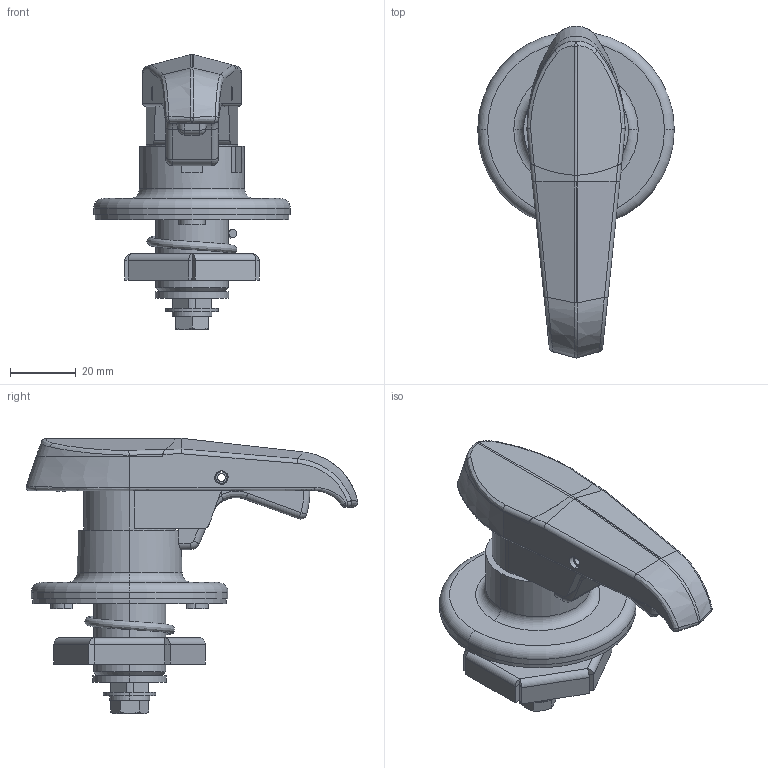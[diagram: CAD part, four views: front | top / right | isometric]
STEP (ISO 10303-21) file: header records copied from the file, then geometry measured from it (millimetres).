
FILE_DESCRIPTION (( 'STEP AP203' ), '1' );
FILE_NAME ('A-1140-W-3-1.STEP', '2021-06-21T03:56:23', ( '' ), ( '' ), 'SwSTEP 2.0', 'SolidWorks 2018', '' );
FILE_SCHEMA (( 'CONFIG_CONTROL_DESIGN' ));
Length unit declared in the file: millimetre
Products named in the file (14): A-1140-W-3-1_cross-recessed head machine screw_ver1.05__M3x5十字穴付なべ小ねじ(SUS); A-1140-W-3-1_base packing_; A-1140-W-3-1_base_; A-1140-W-3-1_hex nut_M22_; A-1140-W-3-1_body_; A-1140-W-3-1_hex head bolt_ver1.06__M6x14十字穴付六角ボルト(SUS)ダブルセムス; A-1140-W-3-1_spacer_; A-1140-W-3-1_0200__0200-4; A-1140-W-3-1_spring pin_ver1.04__スプリングピン呼び4(SUS)L22; A-1140-W-3-1_trigger_; A-1140-W-3-1_washer_M3.5_; A-1140-W-3-1_ring washer_; A-1140-W-3-1; A-1140-W-3-1_key cover_
Assembly tree (13 placements, depth 2):
  A-1140-W-3-1
    A-1140-W-3-1_base_
    A-1140-W-3-1_body_
    A-1140-W-3-1_trigger_
    A-1140-W-3-1_spring pin_ver1.04__スプリングピン呼び4(SUS)L22
    A-1140-W-3-1_0200__0200-4
    A-1140-W-3-1_key cover_
    A-1140-W-3-1_washer_M3.5_
    A-1140-W-3-1_cross-recessed head machine screw_ver1.05__M3x5十字穴付なべ小ねじ(SUS)
    A-1140-W-3-1_base packing_
    A-1140-W-3-1_ring washer_
    A-1140-W-3-1_hex nut_M22_
    A-1140-W-3-1_spacer_
    A-1140-W-3-1_hex head bolt_ver1.06__M6x14十字穴付六角ボルト(SUS)ダブルセムス
Bounding box: 60 x 101.28 x 83.95 mm (x, y, z)
Volume: 78667.9 mm3; surface area: 44890.4 mm2
Topology: 13 solids, 13 shells, 471 faces, 1134 edges, 712 vertices
Faces by surface type: plane 230, cylinder 156, bspline 34, cone 27, torus 15, sphere 9
Entity records: 17525 total; most frequent: CARTESIAN_POINT 5340, ORIENTED_EDGE 2250, DIRECTION 2211, EDGE_CURVE 1125, AXIS2_PLACEMENT_3D 822, VERTEX_POINT 710, VECTOR 567, LINE 567
